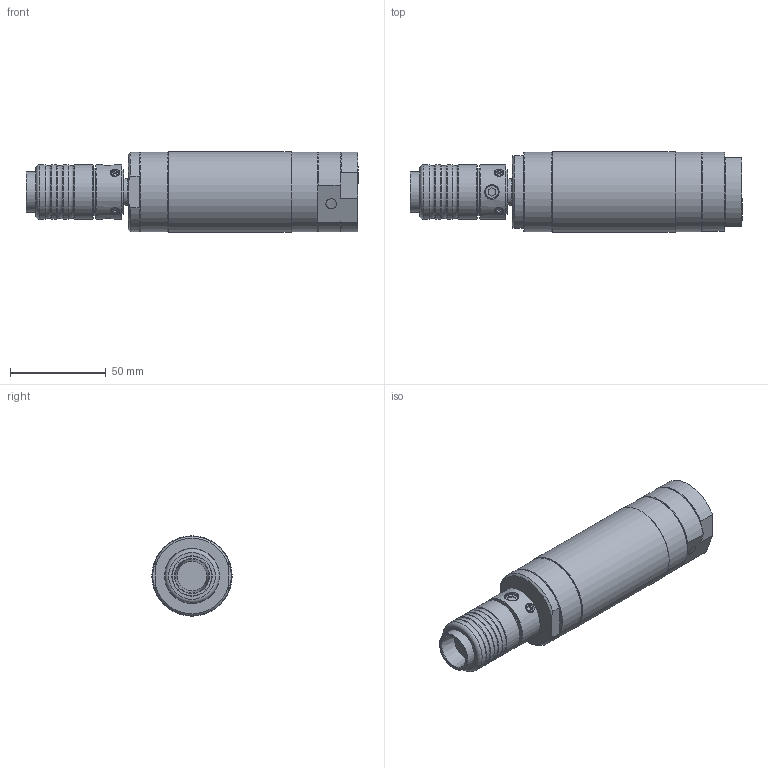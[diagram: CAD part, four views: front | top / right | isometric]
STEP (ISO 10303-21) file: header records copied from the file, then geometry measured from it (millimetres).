
FILE_DESCRIPTION(/* description */ ('EBM 38-19000 WS-ST'),/* implementation_level */ '2;1');
FILE_NAME(/* name */ 'EBM 38-19000 WS-ST_60059107.stp',/* time_stamp */ '2023-08-07T08:21:07+02:00',/* author */ ('DSteinicke'),/* organization */ (''),/* preprocessor_version */ 'ST-DEVELOPER v19.2',/* originating_system */ 'Autodesk Inventor 2024',/* authorisation */ '');
FILE_SCHEMA (('AUTOMOTIVE_DESIGN { 1 0 10303 214 3 1 1 }'));
Length unit declared in the file: millimetre
Products named in the file (1): 60059107
Bounding box: 173.5 x 42 x 42 mm (x, y, z)
Volume: 190182.4 mm3; surface area: 26415.2 mm2
Topology: 1 solids, 1 shells, 234 faces, 568 edges, 375 vertices
Faces by surface type: plane 140, cylinder 45, cone 30, bspline 13, torus 6
Full cylindrical faces by diameter (mm): 6.647 x2, 11.445 x2, 13.8 x1, 14 x1, 14.95 x1, 16 x1, 21 x1, 21.1 x1, 23 x1, 24.6 x1, 24.9 x1, 25 x1, 28.4 x4, 28.6 x1, 38 x1, 41.5 x2, 42 x1
Entity records: 8269 total; most frequent: CARTESIAN_POINT 2486, ORIENTED_EDGE 1136, DIRECTION 1104, EDGE_CURVE 568, AXIS2_PLACEMENT_3D 390, VERTEX_POINT 375, LINE 324, VECTOR 324
